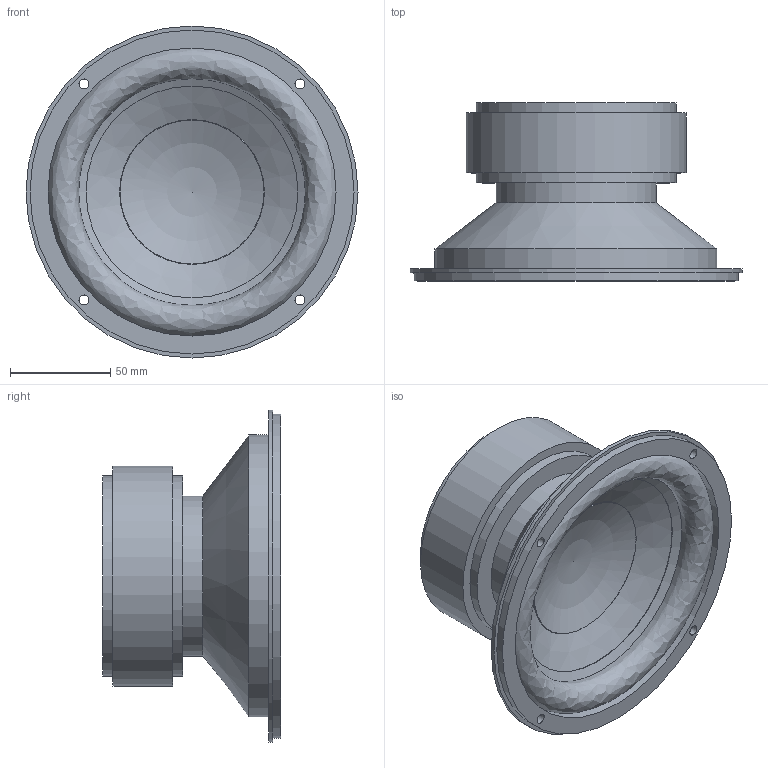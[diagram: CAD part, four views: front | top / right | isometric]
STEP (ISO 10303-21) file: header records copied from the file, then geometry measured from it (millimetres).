
FILE_DESCRIPTION(('FreeCAD Model'),'2;1');
FILE_NAME( 'OA_SW6.01.step', '2020-04-03T18:31:09',('Author'),(''), 'Open CASCADE STEP processor 6.8','FreeCAD','Unknown');
FILE_SCHEMA(('AUTOMOTIVE_DESIGN_CC2 { 1 2 10303 214 -1 1 5 4 }'));
Length unit declared in the file: millimetre
Products named in the file (1): OA_SW6.01
Bounding box: 166 x 89 x 166 mm (x, y, z)
Volume: 686547 mm3; surface area: 88698.5 mm2
Topology: 1 solids, 1 shells, 29 faces, 54 edges, 33 vertices
Faces by surface type: cylinder 13, plane 8, cone 5, revolution 2, sphere 1
Full cylindrical faces by diameter (mm): 5 x4, 20 x1, 80 x1, 100 x2, 110 x1, 141 x1, 144 x1, 162 x1, 166 x1
Entity records: 1499 total; most frequent: CARTESIAN_POINT 302, DIRECTION 243, ORIENTED_EDGE 106, PCURVE 106, DEFINITIONAL_REPRESENTATION 106, LINE 101, VECTOR 101, AXIS2_PLACEMENT_3D 65
